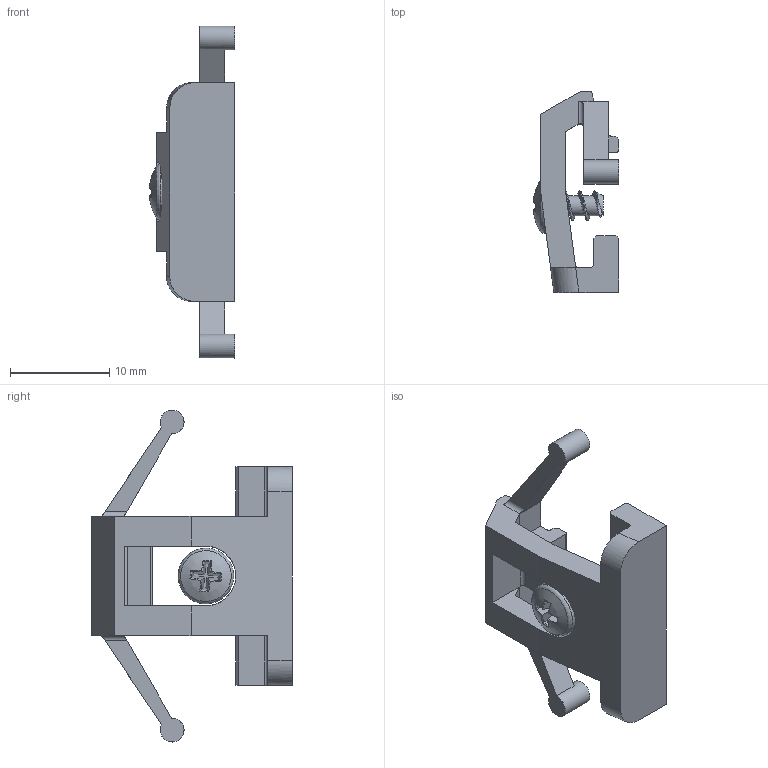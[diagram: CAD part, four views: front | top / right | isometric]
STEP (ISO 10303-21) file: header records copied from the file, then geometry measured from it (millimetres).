
FILE_DESCRIPTION((''),'2;1');
FILE_NAME('87309020_AR-R.stp','2010-02-24T12:55:27',('haertel'),(''),'Autodesk Inventor 2010','Autodesk Inventor 2010','');
FILE_SCHEMA(('AUTOMOTIVE_DESIGN { 1 0 10303 214 1 1 1 1 }'));
Length unit declared in the file: centimetre
Products named in the file (1): 87301200_AR_105-31-KS 1
Bounding box: 8.55 x 20.2 x 33.4 mm (x, y, z)
Volume: 1120.1 mm3; surface area: 1496.4 mm2
Topology: 2 solids, 2 shells, 96 faces, 273 edges, 180 vertices
Faces by surface type: plane 61, cylinder 17, torus 14, bspline 3, cone 1
Full cylindrical faces by diameter (mm): 2.4 x2, 5.6 x1
Entity records: 3795 total; most frequent: CARTESIAN_POINT 1278, ORIENTED_EDGE 526, DIRECTION 503, EDGE_CURVE 263, VERTEX_POINT 176, VECTOR 173, LINE 173, AXIS2_PLACEMENT_3D 165
